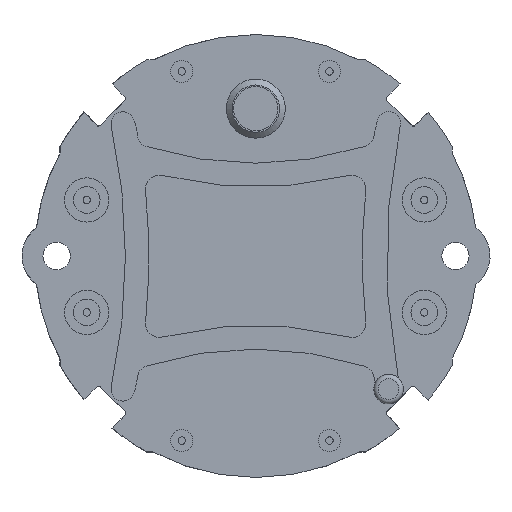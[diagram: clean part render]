
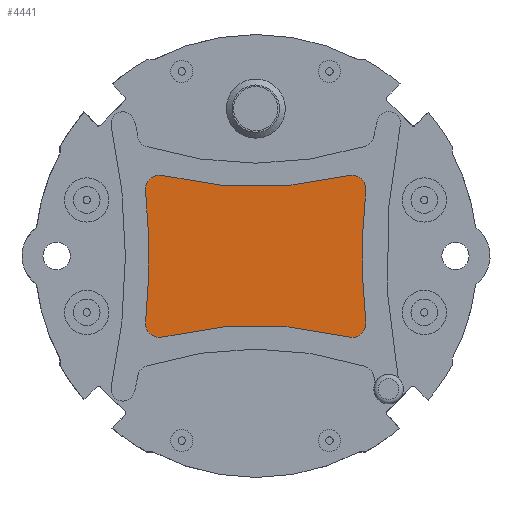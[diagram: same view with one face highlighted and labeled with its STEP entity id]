
A CAD part, left-side view. The second image highlights one B-rep face of the part: STEP entity #4441.
In plain terms, the highlighted planar face has unit normal (-1, 0, 0).
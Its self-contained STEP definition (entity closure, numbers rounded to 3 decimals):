
#866=FACE_OUTER_BOUND('',#1144,.T.);
#1144=EDGE_LOOP('',(#2983,#2984,#2985,#2986,#2987,#2988,#2989,#2990));
#1464=CIRCLE('',#4741,26.136);
#1465=CIRCLE('',#4742,0.945);
#1466=CIRCLE('',#4743,45.201);
#1467=CIRCLE('',#4744,0.947);
#1468=CIRCLE('',#4745,25.828);
#1469=CIRCLE('',#4746,0.941);
#1470=CIRCLE('',#4747,41.267);
#1471=CIRCLE('',#4748,0.943);
#1845=VERTEX_POINT('',#7029);
#1846=VERTEX_POINT('',#7030);
#1847=VERTEX_POINT('',#7032);
#1848=VERTEX_POINT('',#7034);
#1849=VERTEX_POINT('',#7036);
#1850=VERTEX_POINT('',#7038);
#1851=VERTEX_POINT('',#7040);
#1852=VERTEX_POINT('',#7042);
#2299=EDGE_CURVE('',#1845,#1846,#1464,.T.);
#2300=EDGE_CURVE('',#1846,#1847,#1465,.T.);
#2301=EDGE_CURVE('',#1847,#1848,#1466,.T.);
#2302=EDGE_CURVE('',#1848,#1849,#1467,.T.);
#2303=EDGE_CURVE('',#1849,#1850,#1468,.T.);
#2304=EDGE_CURVE('',#1850,#1851,#1469,.T.);
#2305=EDGE_CURVE('',#1851,#1852,#1470,.T.);
#2306=EDGE_CURVE('',#1852,#1845,#1471,.T.);
#2983=ORIENTED_EDGE('',*,*,#2299,.T.);
#2984=ORIENTED_EDGE('',*,*,#2300,.T.);
#2985=ORIENTED_EDGE('',*,*,#2301,.T.);
#2986=ORIENTED_EDGE('',*,*,#2302,.T.);
#2987=ORIENTED_EDGE('',*,*,#2303,.T.);
#2988=ORIENTED_EDGE('',*,*,#2304,.T.);
#2989=ORIENTED_EDGE('',*,*,#2305,.T.);
#2990=ORIENTED_EDGE('',*,*,#2306,.T.);
#4351=PLANE('',#4740);
#4441=ADVANCED_FACE('',(#866),#4351,.F.);
#4740=AXIS2_PLACEMENT_3D('',#7028,#5404,#5405);
#4741=AXIS2_PLACEMENT_3D('',#7031,#5406,#5407);
#4742=AXIS2_PLACEMENT_3D('',#7033,#5408,#5409);
#4743=AXIS2_PLACEMENT_3D('',#7035,#5410,#5411);
#4744=AXIS2_PLACEMENT_3D('',#7037,#5412,#5413);
#4745=AXIS2_PLACEMENT_3D('',#7039,#5414,#5415);
#4746=AXIS2_PLACEMENT_3D('',#7041,#5416,#5417);
#4747=AXIS2_PLACEMENT_3D('',#7043,#5418,#5419);
#4748=AXIS2_PLACEMENT_3D('',#7044,#5420,#5421);
#5404=DIRECTION('center_axis',(1.,0.,0.));
#5405=DIRECTION('ref_axis',(0.,0.,1.));
#5406=DIRECTION('center_axis',(1.,0.,0.));
#5407=DIRECTION('ref_axis',(0.,0.241,-0.971));
#5408=DIRECTION('center_axis',(-1.,0.,0.));
#5409=DIRECTION('ref_axis',(0.,-0.241,0.971));
#5410=DIRECTION('center_axis',(1.,0.,0.));
#5411=DIRECTION('ref_axis',(0.,-0.995,-0.098));
#5412=DIRECTION('center_axis',(-1.,0.,0.));
#5413=DIRECTION('ref_axis',(0.,0.995,0.098));
#5414=DIRECTION('center_axis',(1.,0.,0.));
#5415=DIRECTION('ref_axis',(0.,-0.244,0.97));
#5416=DIRECTION('center_axis',(-1.,0.,0.));
#5417=DIRECTION('ref_axis',(0.,0.244,-0.97));
#5418=DIRECTION('center_axis',(1.,0.,0.));
#5419=DIRECTION('ref_axis',(0.,0.994,0.107));
#5420=DIRECTION('center_axis',(-1.,0.,0.));
#5421=DIRECTION('ref_axis',(0.,-0.992,-0.124));
#7028=CARTESIAN_POINT('Origin',(-9.,-0.871,4.407));
#7029=CARTESIAN_POINT('',(-9.,-7.139,9.848));
#7030=CARTESIAN_POINT('',(-9.,5.445,9.851));
#7031=CARTESIAN_POINT('Origin',(-9.,-0.853,35.217));
#7032=CARTESIAN_POINT('',(-9.,6.613,8.831));
#7033=CARTESIAN_POINT('Origin',(-9.,5.673,8.934));
#7034=CARTESIAN_POINT('',(-9.,6.61,-0.063));
#7035=CARTESIAN_POINT('Origin',(-9.,51.593,4.373));
#7036=CARTESIAN_POINT('',(-9.,5.437,-1.075));
#7037=CARTESIAN_POINT('Origin',(-9.,5.668,-0.156));
#7038=CARTESIAN_POINT('',(-9.,-7.139,-1.078));
#7039=CARTESIAN_POINT('Origin',(-9.,-0.845,-26.127));
#7040=CARTESIAN_POINT('',(-9.,-8.304,-0.063));
#7041=CARTESIAN_POINT('Origin',(-9.,-7.368,-0.165));
#7042=CARTESIAN_POINT('',(-9.,-8.301,8.816));
#7043=CARTESIAN_POINT('Origin',(-9.,-49.33,4.391));
#7044=CARTESIAN_POINT('Origin',(-9.,-7.365,8.933));
